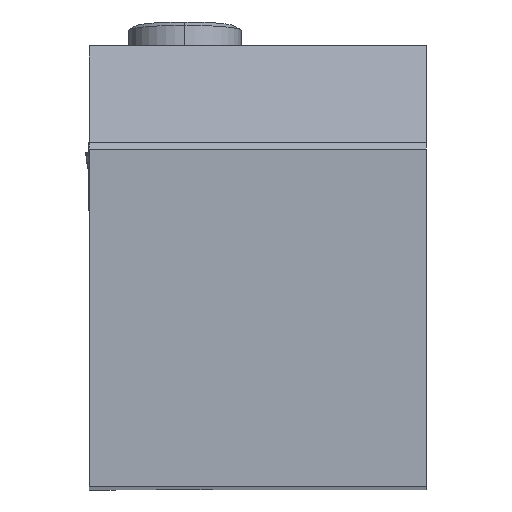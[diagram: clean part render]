
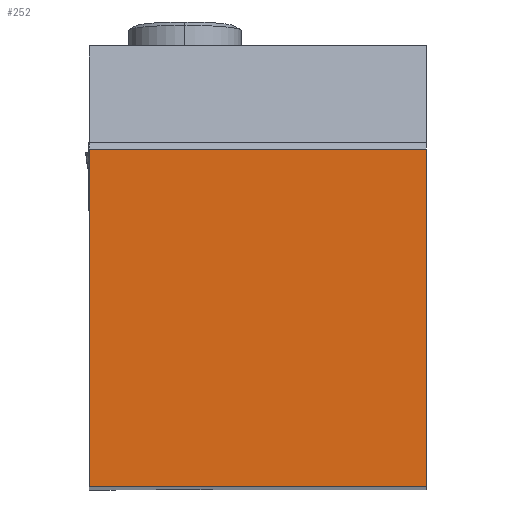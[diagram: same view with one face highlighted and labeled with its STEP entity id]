
A CAD part, top view. The second image highlights one B-rep face of the part: STEP entity #252.
In plain terms, the highlighted planar face has unit normal (0, 0, 1).
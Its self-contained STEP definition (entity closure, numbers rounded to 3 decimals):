
#252=ADVANCED_FACE('',(#421),#311,.T.);
#311=PLANE('',#2608);
#421=FACE_OUTER_BOUND('',#554,.T.);
#554=EDGE_LOOP('',(#1130,#1131,#1132,#1133));
#1130=ORIENTED_EDGE('',*,*,#1800,.F.);
#1131=ORIENTED_EDGE('',*,*,#1746,.T.);
#1132=ORIENTED_EDGE('',*,*,#1797,.T.);
#1133=ORIENTED_EDGE('',*,*,#1801,.T.);
#1443=VERTEX_POINT('',#7379);
#1444=VERTEX_POINT('',#7381);
#1478=VERTEX_POINT('',#7601);
#1481=VERTEX_POINT('',#7609);
#1746=EDGE_CURVE('',#1444,#1443,#2217,.T.);
#1797=EDGE_CURVE('',#1443,#1478,#2248,.T.);
#1800=EDGE_CURVE('',#1444,#1481,#2249,.T.);
#1801=EDGE_CURVE('',#1478,#1481,#2250,.T.);
#2217=LINE('',#7380,#2353);
#2248=LINE('',#7602,#2384);
#2249=LINE('',#7608,#2385);
#2250=LINE('',#7610,#2386);
#2353=VECTOR('',#2930,1.);
#2384=VECTOR('',#3005,1.);
#2385=VECTOR('',#3012,1.);
#2386=VECTOR('',#3013,1.);
#2608=AXIS2_PLACEMENT_3D('',#7611,#3014,#3015);
#2930=DIRECTION('',(0.,-1.,0.));
#3005=DIRECTION('',(1.,0.,0.));
#3012=DIRECTION('',(1.,0.,0.));
#3013=DIRECTION('',(0.,1.,0.));
#3014=DIRECTION('',(0.,0.,1.));
#3015=DIRECTION('',(1.,0.,0.));
#7379=CARTESIAN_POINT('',(-25.4,0.,0.));
#7380=CARTESIAN_POINT('',(-25.4,25.4,0.));
#7381=CARTESIAN_POINT('',(-25.4,25.4,0.));
#7601=CARTESIAN_POINT('',(0.,0.,0.));
#7602=CARTESIAN_POINT('',(-25.4,0.,0.));
#7608=CARTESIAN_POINT('',(-25.4,25.4,0.));
#7609=CARTESIAN_POINT('',(0.,25.4,0.));
#7610=CARTESIAN_POINT('',(0.,0.,0.));
#7611=CARTESIAN_POINT('',(-12.7,12.7,0.));
